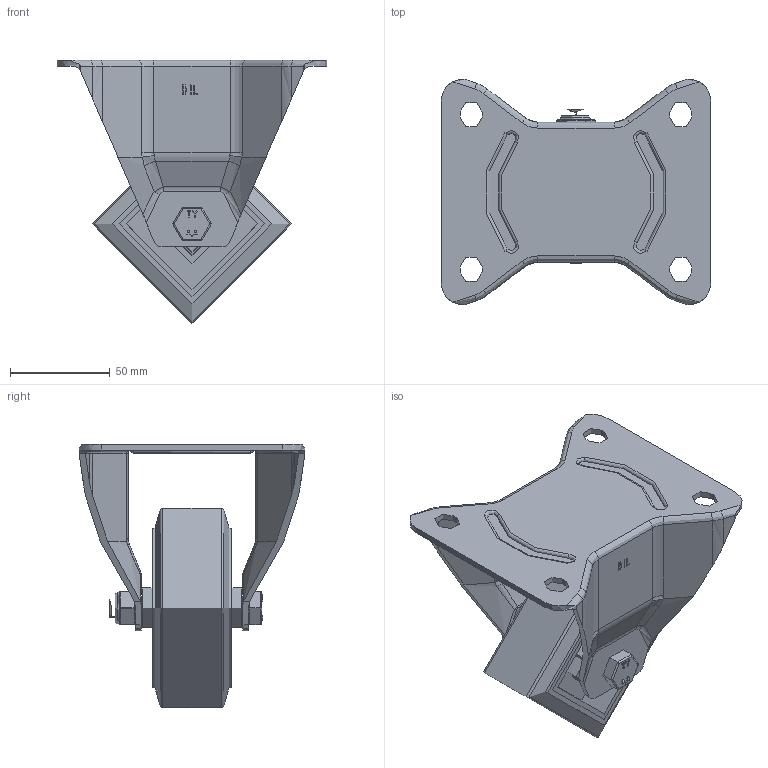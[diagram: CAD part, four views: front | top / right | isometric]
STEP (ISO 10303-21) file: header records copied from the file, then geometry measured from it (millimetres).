
FILE_DESCRIPTION(/* description */ (''),/* implementation_level */ '2;1');
FILE_NAME(/* name */ 'BZPHF100ERBJ.step',/* time_stamp */ '2025-05-09T16:29:06+01:00',/* author */ (''),/* organization */ (''),/* preprocessor_version */ 'ST-DEVELOPER v20.1',/* originating_system */ 'Autodesk Translation Framework v14.4.0.0',/* authorisation */ '');
FILE_SCHEMA (('AUTOMOTIVE_DESIGN { 1 0 10303 214 3 1 1 }'));
Length unit declared in the file: millimetre
Products named in the file (29): BZPHF100ERBJ; BZPHF100AS v1; ZINC PLATED, PRESSED STEEL BRACKET; BZH100WERBJM15 v1; 65 SHORE A BLACK ELASTIC RUBBER; ALUMINIUM RIM; ALUMINIUM RIM Geometry; SPACER; BEARING6002; BALL BEARINGS; STEEL; BEARING6002 (1); BALL BEARINGS (1); Component3; STEEL (1); STEEL 1; STEEL 3; STEEL 2; RUBBER; TH15X5X10 - 3 v1; ZINC PLATED HEADED SPACER; TH15X5X10 - 3 v1 (1); ZINC PLATED HEADED SPACER (1); HEXBOLTM10X70Z8.8 v2; GRADE 8.8 THREADED ZINC PLATED BOLT; NYLOCM10Z v1; NYLOC NUT; RUBBER (1); NUT
Assembly tree (49 placements, depth 5):
  BZPHF100ERBJ
    BZPHF100AS v1
      ZINC PLATED, PRESSED STEEL BRACKET
    BZH100WERBJM15 v1
      65 SHORE A BLACK ELASTIC RUBBER
      ALUMINIUM RIM
        ALUMINIUM RIM Geometry
        SPACER
      BEARING6002
        BALL BEARINGS
          Component3  x9
        STEEL
          STEEL 1
          STEEL 3
          STEEL 2
        RUBBER
      BEARING6002 (1)
        BALL BEARINGS (1)
          Component3  x9
        STEEL (1)
          STEEL 1
          STEEL 3
          STEEL 2
        RUBBER
    TH15X5X10 - 3 v1
      ZINC PLATED HEADED SPACER
    TH15X5X10 - 3 v1 (1)
      ZINC PLATED HEADED SPACER (1)
    HEXBOLTM10X70Z8.8 v2
      GRADE 8.8 THREADED ZINC PLATED BOLT
    NYLOCM10Z v1
      NYLOC NUT
        RUBBER (1)
        NUT
Bounding box: 135 x 113 x 132 mm (x, y, z)
Volume: 308539 mm3; surface area: 137632.5 mm2
Topology: 37 solids, 37 shells, 1175 faces, 2996 edges, 1951 vertices
Faces by surface type: plane 470, bspline 368, cylinder 224, sphere 66, torus 35, cone 12
Full cylindrical faces by diameter (mm): 8.141 x18, 9.85 x19, 10 x3, 10.2 x2, 10.5 x2, 12 x2, 14.75 x2, 15 x3, 16 x2, 18 x2, 20 x8, 21 x4, 21.6 x4, 27.4 x4, 28 x4, 28.4 x6, 32 x4, 40 x2, 73 x2, 80 x2, 100 x1
Entity records: 41624 total; most frequent: CARTESIAN_POINT 22517, ORIENTED_EDGE 4094, DIRECTION 3291, EDGE_CURVE 2047, VERTEX_POINT 1325, AXIS2_PLACEMENT_3D 1193, EDGE_LOOP 932, LINE 905
